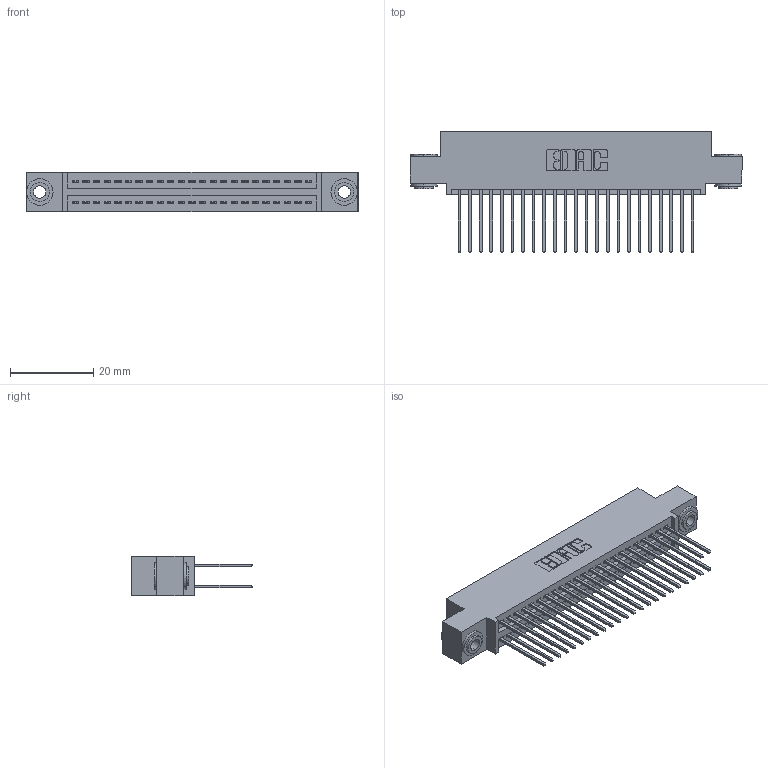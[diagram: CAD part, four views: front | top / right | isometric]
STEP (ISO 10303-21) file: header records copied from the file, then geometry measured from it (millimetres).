
FILE_DESCRIPTION (( 'STEP AP203' ), '1' );
FILE_NAME ('345-046-540-503.STEP', '2019-10-29T01:58:47', ( '' ), ( '' ), 'SwSTEP 2.0', 'SolidWorks 2016', '' );
FILE_SCHEMA (( 'CONFIG_CONTROL_DESIGN' ));
Length unit declared in the file: inch
Products named in the file (4): 345 Part_0.110 Offset - 0.156 Dia-TH; 345-046-540-503; 345-292-001_345-293-140; 345-250-002_345-250-002-102
Assembly tree (49 placements, depth 2):
  345-046-540-503
    345 Part_0.110 Offset - 0.156 Dia-TH
    345-292-001_345-293-140  x46
    345-250-002_345-250-002-102  x2
Bounding box: 79.63 x 29.13 x 9.4 mm (x, y, z)
Volume: 7679.3 mm3; surface area: 12090.1 mm2
Topology: 49 solids, 49 shells, 2468 faces, 7283 edges, 4790 vertices
Faces by surface type: plane 1612, cylinder 848, cone 8
Entity records: 21404 total; most frequent: CARTESIAN_POINT 3583, ORIENTED_EDGE 3510, DIRECTION 3213, EDGE_CURVE 1755, LINE 1507, VECTOR 1507, VERTEX_POINT 1166, AXIS2_PLACEMENT_3D 853
